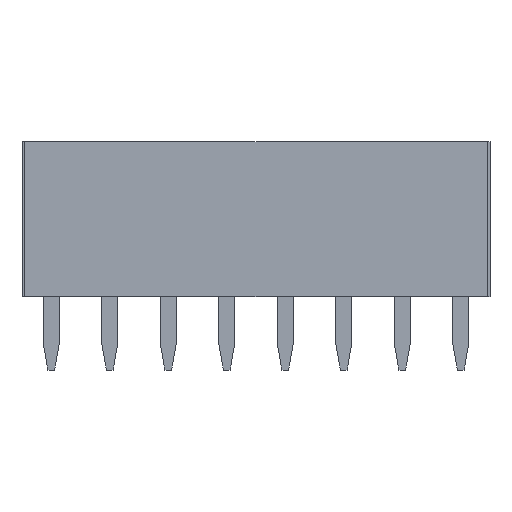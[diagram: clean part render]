
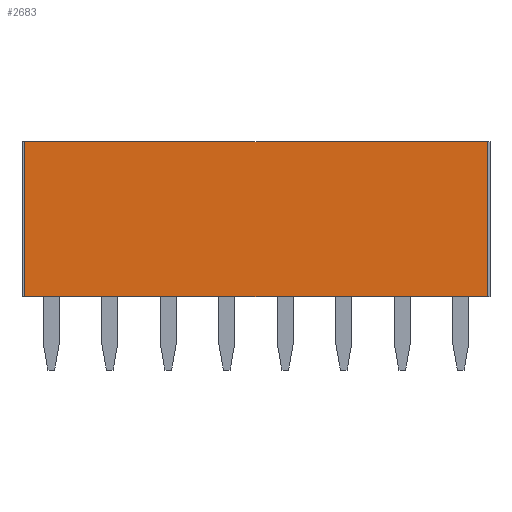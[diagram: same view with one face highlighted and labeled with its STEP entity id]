
A CAD part, front view. The second image highlights one B-rep face of the part: STEP entity #2683.
In plain terms, the highlighted planar face has unit normal (0, -1, 0).
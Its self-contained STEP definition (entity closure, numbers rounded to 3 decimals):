
#98=FACE_OUTER_BOUND('',#260,.T.);
#260=EDGE_LOOP('',(#2010,#2011,#2012,#2013));
#343=LINE('',#3575,#695);
#404=LINE('',#3697,#756);
#557=LINE('',#4009,#909);
#558=LINE('',#4011,#910);
#695=VECTOR('',#2924,20.066);
#756=VECTOR('',#2997,20.066);
#909=VECTOR('',#3272,6.731);
#910=VECTOR('',#3275,6.731);
#1047=VERTEX_POINT('',#3572);
#1048=VERTEX_POINT('',#3574);
#1102=VERTEX_POINT('',#3694);
#1103=VERTEX_POINT('',#3696);
#1271=EDGE_CURVE('',#1047,#1048,#343,.T.);
#1332=EDGE_CURVE('',#1103,#1102,#404,.T.);
#1485=EDGE_CURVE('',#1048,#1102,#557,.T.);
#1486=EDGE_CURVE('',#1047,#1103,#558,.T.);
#2010=ORIENTED_EDGE('',*,*,#1271,.F.);
#2011=ORIENTED_EDGE('',*,*,#1486,.T.);
#2012=ORIENTED_EDGE('',*,*,#1332,.T.);
#2013=ORIENTED_EDGE('',*,*,#1485,.F.);
#2390=PLANE('',#2837);
#2683=ADVANCED_FACE('',(#98),#2390,.T.);
#2837=AXIS2_PLACEMENT_3D('',#4010,#3273,#3274);
#2924=DIRECTION('',(1.,0.,0.));
#2997=DIRECTION('',(1.,0.,0.));
#3272=DIRECTION('',(0.,0.,-1.));
#3273=DIRECTION('center_axis',(0.,-1.,0.));
#3274=DIRECTION('ref_axis',(1.,0.,0.));
#3275=DIRECTION('',(0.,0.,-1.));
#3572=CARTESIAN_POINT('',(-10.033,-1.778,0.));
#3574=CARTESIAN_POINT('',(10.033,-1.778,0.));
#3575=CARTESIAN_POINT('',(-10.033,-1.778,0.));
#3694=CARTESIAN_POINT('',(10.033,-1.778,-6.731));
#3696=CARTESIAN_POINT('',(-10.033,-1.778,-6.731));
#3697=CARTESIAN_POINT('',(-10.033,-1.778,-6.731));
#4009=CARTESIAN_POINT('',(10.033,-1.778,0.));
#4010=CARTESIAN_POINT('Origin',(-10.033,-1.778,0.));
#4011=CARTESIAN_POINT('',(-10.033,-1.778,0.));
